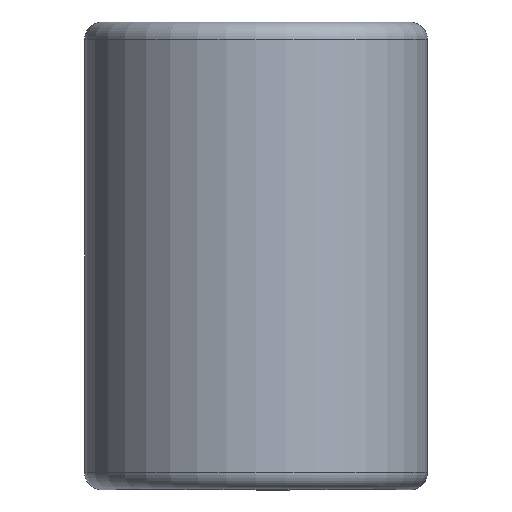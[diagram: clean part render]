
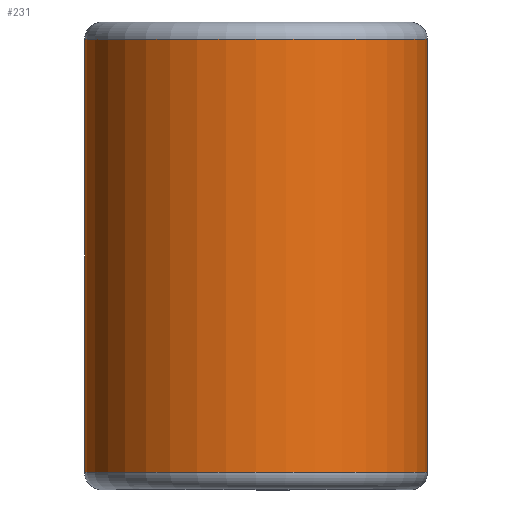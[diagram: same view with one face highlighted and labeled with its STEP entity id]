
A CAD part, top view. The second image highlights one B-rep face of the part: STEP entity #231.
In plain terms, the highlighted cylindrical face has radius 7.569 mm (diameter 15.138 mm), a partial arc.
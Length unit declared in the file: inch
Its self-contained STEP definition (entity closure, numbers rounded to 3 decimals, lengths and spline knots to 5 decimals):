
#43 = CARTESIAN_POINT ( 'NONE',  ( 0.298, 0.37625, 0. ) ) ;
#46 = EDGE_CURVE ( 'NONE', #731, #1440, #1375, .T. ) ;
#57 = EDGE_CURVE ( 'NONE', #1392, #1440, #1793, .T. ) ;
#70 = CYLINDRICAL_SURFACE ( 'NONE', #961, 0.298 ) ;
#231 = ADVANCED_FACE ( 'NONE', ( #294 ), #70, .T. ) ;
#294 = FACE_OUTER_BOUND ( 'NONE', #551, .T. ) ;
#346 = CARTESIAN_POINT ( 'NONE',  ( 0., 0.37625, 0. ) ) ;
#404 = VECTOR ( 'NONE', #407, 39.37008 ) ;
#407 = DIRECTION ( 'NONE',  ( 0., 1., 0. ) ) ;
#425 = CARTESIAN_POINT ( 'NONE',  ( 0.298, 0.37625, 0. ) ) ;
#460 = ORIENTED_EDGE ( 'NONE', *, *, #46, .T. ) ;
#491 = CARTESIAN_POINT ( 'NONE',  ( 0., 0.37625, -0.298 ) ) ;
#499 = EDGE_CURVE ( 'NONE', #846, #731, #2335, .T. ) ;
#551 = EDGE_LOOP ( 'NONE', ( #1512, #460, #2331, #656 ) ) ;
#656 = ORIENTED_EDGE ( 'NONE', *, *, #2028, .F. ) ;
#731 = VERTEX_POINT ( 'NONE', #43 ) ;
#817 = CARTESIAN_POINT ( 'NONE',  ( 0.298, -0.37625, 0. ) ) ;
#846 = VERTEX_POINT ( 'NONE', #817 ) ;
#861 = DIRECTION ( 'NONE',  ( 0., -1., 0. ) ) ;
#961 = AXIS2_PLACEMENT_3D ( 'NONE', #1458, #861, #1588 ) ;
#985 = CARTESIAN_POINT ( 'NONE',  ( 0., -0.37625, 0. ) ) ;
#1109 = DIRECTION ( 'NONE',  ( 0., 0., -1. ) ) ;
#1113 = CARTESIAN_POINT ( 'NONE',  ( 0., -0.37625, -0.298 ) ) ;
#1127 = CARTESIAN_POINT ( 'NONE',  ( 0., 0.37625, -0.298 ) ) ;
#1161 = AXIS2_PLACEMENT_3D ( 'NONE', #985, #2224, #1175 ) ;
#1175 = DIRECTION ( 'NONE',  ( 0., 0., -1. ) ) ;
#1349 = VECTOR ( 'NONE', #1409, 39.37008 ) ;
#1375 = CIRCLE ( 'NONE', #2106, 0.298 ) ;
#1392 = VERTEX_POINT ( 'NONE', #1113 ) ;
#1409 = DIRECTION ( 'NONE',  ( 0., 1., 0. ) ) ;
#1440 = VERTEX_POINT ( 'NONE', #1127 ) ;
#1458 = CARTESIAN_POINT ( 'NONE',  ( 0., 0.375, 0. ) ) ;
#1512 = ORIENTED_EDGE ( 'NONE', *, *, #499, .T. ) ;
#1588 = DIRECTION ( 'NONE',  ( 0., 0., -1. ) ) ;
#1793 = LINE ( 'NONE', #491, #404 ) ;
#2028 = EDGE_CURVE ( 'NONE', #846, #1392, #2345, .T. ) ;
#2106 = AXIS2_PLACEMENT_3D ( 'NONE', #346, #2354, #1109 ) ;
#2224 = DIRECTION ( 'NONE',  ( 0., -1., 0. ) ) ;
#2331 = ORIENTED_EDGE ( 'NONE', *, *, #57, .F. ) ;
#2335 = LINE ( 'NONE', #425, #1349 ) ;
#2345 = CIRCLE ( 'NONE', #1161, 0.298 ) ;
#2354 = DIRECTION ( 'NONE',  ( 0., -1., 0. ) ) ;
